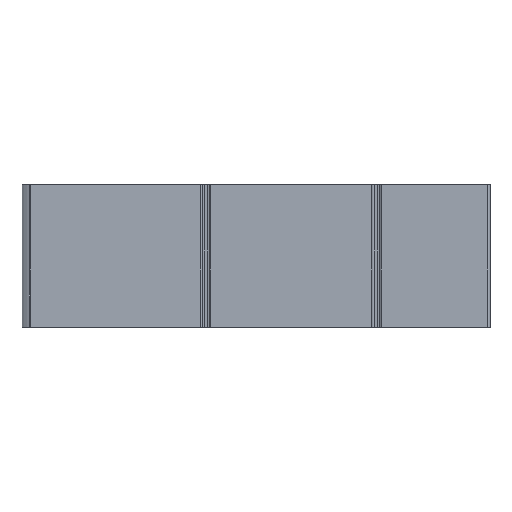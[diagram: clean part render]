
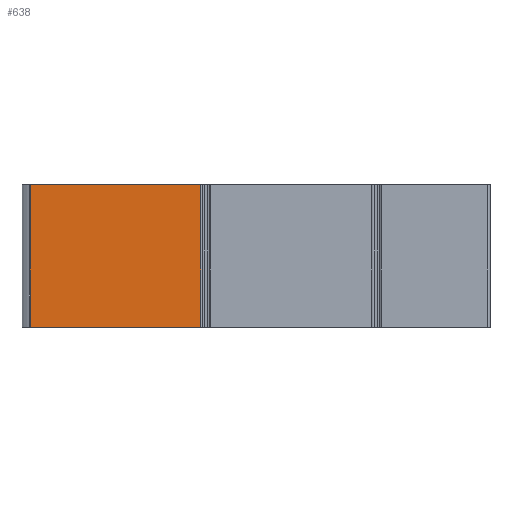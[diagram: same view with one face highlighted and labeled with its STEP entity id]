
A CAD part, top view. The second image highlights one B-rep face of the part: STEP entity #638.
In plain terms, the highlighted planar face has unit normal (0, 0, 1).
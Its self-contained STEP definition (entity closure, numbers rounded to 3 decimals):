
#638 = ADVANCED_FACE( '', ( #1315 ), #1316, .F. );
#1315 = FACE_OUTER_BOUND( '', #2028, .T. );
#1316 = PLANE( '', #2029 );
#2028 = EDGE_LOOP( '', ( #3911, #3912, #3913, #3914 ) );
#2029 = AXIS2_PLACEMENT_3D( '', #3915, #3916, #3917 );
#3911 = ORIENTED_EDGE( '', *, *, #4748, .T. );
#3912 = ORIENTED_EDGE( '', *, *, #5017, .F. );
#3913 = ORIENTED_EDGE( '', *, *, #5302, .F. );
#3914 = ORIENTED_EDGE( '', *, *, #5069, .T. );
#3915 = CARTESIAN_POINT( '', ( -158.925, 100., 4.55 ) );
#3916 = DIRECTION( '', ( 0., 0., -1. ) );
#3917 = DIRECTION( '', ( -1., 0., 0. ) );
#4748 = EDGE_CURVE( '', #5808, #5897, #5899, .T. );
#5017 = EDGE_CURVE( '', #6314, #5897, #6316, .T. );
#5069 = EDGE_CURVE( '', #6386, #5808, #6387, .T. );
#5302 = EDGE_CURVE( '', #6386, #6314, #6680, .T. );
#5808 = VERTEX_POINT( '', #7306 );
#5897 = VERTEX_POINT( '', #7418 );
#5899 = LINE( '', #7420, #7421 );
#6314 = VERTEX_POINT( '', #7980 );
#6316 = LINE( '', #7982, #7983 );
#6386 = VERTEX_POINT( '', #8080 );
#6387 = LINE( '', #8081, #8082 );
#6680 = LINE( '', #8468, #8469 );
#7306 = CARTESIAN_POINT( '', ( -158.925, 0., 4.55 ) );
#7418 = CARTESIAN_POINT( '', ( -38.725, 0., 4.55 ) );
#7420 = CARTESIAN_POINT( '', ( -158.925, 0., 4.55 ) );
#7421 = VECTOR( '', #9057, 1000. );
#7980 = CARTESIAN_POINT( '', ( -38.725, 100., 4.55 ) );
#7982 = CARTESIAN_POINT( '', ( -38.725, 100., 4.55 ) );
#7983 = VECTOR( '', #9406, 1000. );
#8080 = CARTESIAN_POINT( '', ( -158.925, 100., 4.55 ) );
#8081 = CARTESIAN_POINT( '', ( -158.925, 100., 4.55 ) );
#8082 = VECTOR( '', #9455, 1000. );
#8468 = CARTESIAN_POINT( '', ( -158.925, 100., 4.55 ) );
#8469 = VECTOR( '', #9708, 1000. );
#9057 = DIRECTION( '', ( 1., 0., 0. ) );
#9406 = DIRECTION( '', ( 0., -1., 0. ) );
#9455 = DIRECTION( '', ( 0., -1., 0. ) );
#9708 = DIRECTION( '', ( 1., 0., 0. ) );
